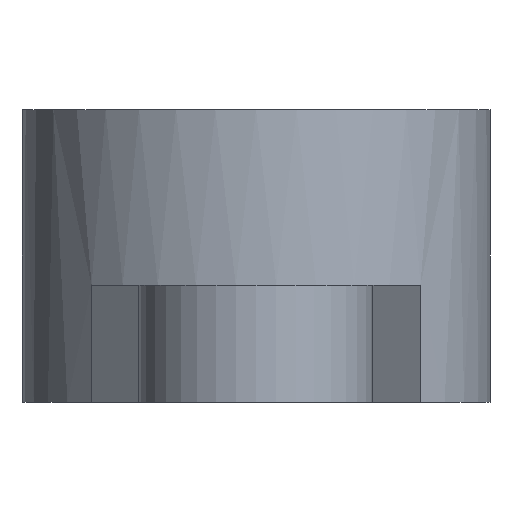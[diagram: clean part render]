
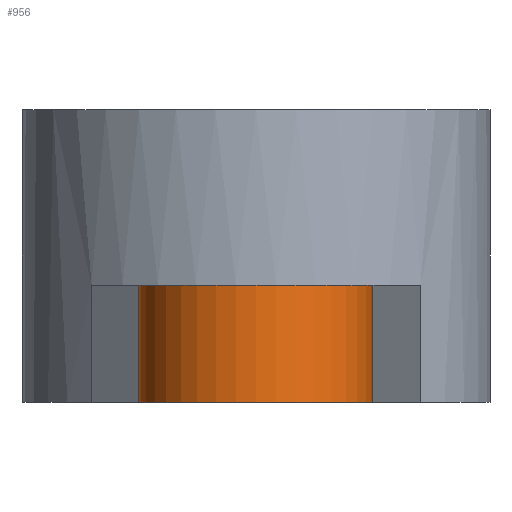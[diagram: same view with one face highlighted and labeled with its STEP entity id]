
A CAD part, left-side view. The second image highlights one B-rep face of the part: STEP entity #956.
In plain terms, the highlighted cylindrical face has radius 2 mm (diameter 4 mm), a partial arc.
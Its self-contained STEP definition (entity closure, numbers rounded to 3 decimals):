
#492 = PLANE('',#493);
#493 = AXIS2_PLACEMENT_3D('',#494,#495,#496);
#494 = CARTESIAN_POINT('',(-15.,2.,0.));
#495 = DIRECTION('',(-0.067,0.998,0.));
#496 = DIRECTION('',(0.998,0.067,0.));
#520 = PLANE('',#521);
#521 = AXIS2_PLACEMENT_3D('',#522,#523,#524);
#522 = CARTESIAN_POINT('',(15.,-2.,2.));
#523 = DIRECTION('',(0.,0.,1.));
#524 = DIRECTION('',(1.,0.,0.));
#547 = PLANE('',#548);
#548 = AXIS2_PLACEMENT_3D('',#549,#550,#551);
#549 = CARTESIAN_POINT('',(0.,-3.,0.));
#550 = DIRECTION('',(-0.067,-0.998,0.));
#551 = DIRECTION('',(-0.998,0.067,0.));
#674 = PLANE('',#675);
#675 = AXIS2_PLACEMENT_3D('',#676,#677,#678);
#676 = CARTESIAN_POINT('',(15.,-2.,0.));
#677 = DIRECTION('',(0.,0.,1.));
#678 = DIRECTION('',(1.,0.,0.));
#717 = VERTEX_POINT('',#718);
#718 = CARTESIAN_POINT('',(-15.,-2.,0.));
#741 = VERTEX_POINT('',#742);
#742 = CARTESIAN_POINT('',(-15.,-2.,2.));
#763 = EDGE_CURVE('',#717,#741,#764,.T.);
#764 = SURFACE_CURVE('',#765,(#769,#776),.PCURVE_S1.);
#765 = LINE('',#766,#767);
#766 = CARTESIAN_POINT('',(-15.,-2.,0.));
#767 = VECTOR('',#768,1.);
#768 = DIRECTION('',(0.,0.,1.));
#769 = PCURVE('',#547,#770);
#770 = DEFINITIONAL_REPRESENTATION('',(#771),#775);
#771 = LINE('',#772,#773);
#772 = CARTESIAN_POINT('',(15.033,0.));
#773 = VECTOR('',#774,1.);
#774 = DIRECTION('',(0.,-1.));
#775 = ( GEOMETRIC_REPRESENTATION_CONTEXT(2) 
PARAMETRIC_REPRESENTATION_CONTEXT() REPRESENTATION_CONTEXT('2D SPACE',''
  ) );
#776 = PCURVE('',#777,#782);
#777 = CYLINDRICAL_SURFACE('',#778,2.);
#778 = AXIS2_PLACEMENT_3D('',#779,#780,#781);
#779 = CARTESIAN_POINT('',(-15.,0.,0.));
#780 = DIRECTION('',(-0.,-0.,-1.));
#781 = DIRECTION('',(1.,0.,0.));
#782 = DEFINITIONAL_REPRESENTATION('',(#783),#787);
#783 = LINE('',#784,#785);
#784 = CARTESIAN_POINT('',(-4.712,0.));
#785 = VECTOR('',#786,1.);
#786 = DIRECTION('',(-0.,-1.));
#787 = ( GEOMETRIC_REPRESENTATION_CONTEXT(2) 
PARAMETRIC_REPRESENTATION_CONTEXT() REPRESENTATION_CONTEXT('2D SPACE',''
  ) );
#795 = VERTEX_POINT('',#796);
#796 = CARTESIAN_POINT('',(-15.,2.,2.));
#817 = EDGE_CURVE('',#795,#741,#818,.T.);
#818 = SURFACE_CURVE('',#819,(#824,#831),.PCURVE_S1.);
#819 = CIRCLE('',#820,2.);
#820 = AXIS2_PLACEMENT_3D('',#821,#822,#823);
#821 = CARTESIAN_POINT('',(-15.,0.,2.));
#822 = DIRECTION('',(0.,0.,1.));
#823 = DIRECTION('',(1.,0.,0.));
#824 = PCURVE('',#520,#825);
#825 = DEFINITIONAL_REPRESENTATION('',(#826),#830);
#826 = CIRCLE('',#827,2.);
#827 = AXIS2_PLACEMENT_2D('',#828,#829);
#828 = CARTESIAN_POINT('',(-30.,2.));
#829 = DIRECTION('',(1.,0.));
#830 = ( GEOMETRIC_REPRESENTATION_CONTEXT(2) 
PARAMETRIC_REPRESENTATION_CONTEXT() REPRESENTATION_CONTEXT('2D SPACE',''
  ) );
#831 = PCURVE('',#777,#832);
#832 = DEFINITIONAL_REPRESENTATION('',(#833),#837);
#833 = LINE('',#834,#835);
#834 = CARTESIAN_POINT('',(-0.,-2.));
#835 = VECTOR('',#836,1.);
#836 = DIRECTION('',(-1.,0.));
#837 = ( GEOMETRIC_REPRESENTATION_CONTEXT(2) 
PARAMETRIC_REPRESENTATION_CONTEXT() REPRESENTATION_CONTEXT('2D SPACE',''
  ) );
#843 = VERTEX_POINT('',#844);
#844 = CARTESIAN_POINT('',(-15.,2.,0.));
#865 = EDGE_CURVE('',#843,#795,#866,.T.);
#866 = SURFACE_CURVE('',#867,(#871,#878),.PCURVE_S1.);
#867 = LINE('',#868,#869);
#868 = CARTESIAN_POINT('',(-15.,2.,0.));
#869 = VECTOR('',#870,1.);
#870 = DIRECTION('',(0.,0.,1.));
#871 = PCURVE('',#492,#872);
#872 = DEFINITIONAL_REPRESENTATION('',(#873),#877);
#873 = LINE('',#874,#875);
#874 = CARTESIAN_POINT('',(0.,0.));
#875 = VECTOR('',#876,1.);
#876 = DIRECTION('',(0.,-1.));
#877 = ( GEOMETRIC_REPRESENTATION_CONTEXT(2) 
PARAMETRIC_REPRESENTATION_CONTEXT() REPRESENTATION_CONTEXT('2D SPACE',''
  ) );
#878 = PCURVE('',#777,#879);
#879 = DEFINITIONAL_REPRESENTATION('',(#880),#884);
#880 = LINE('',#881,#882);
#881 = CARTESIAN_POINT('',(-1.571,0.));
#882 = VECTOR('',#883,1.);
#883 = DIRECTION('',(-0.,-1.));
#884 = ( GEOMETRIC_REPRESENTATION_CONTEXT(2) 
PARAMETRIC_REPRESENTATION_CONTEXT() REPRESENTATION_CONTEXT('2D SPACE',''
  ) );
#935 = EDGE_CURVE('',#843,#717,#936,.T.);
#936 = SURFACE_CURVE('',#937,(#942,#949),.PCURVE_S1.);
#937 = CIRCLE('',#938,2.);
#938 = AXIS2_PLACEMENT_3D('',#939,#940,#941);
#939 = CARTESIAN_POINT('',(-15.,0.,0.));
#940 = DIRECTION('',(0.,0.,1.));
#941 = DIRECTION('',(1.,0.,0.));
#942 = PCURVE('',#674,#943);
#943 = DEFINITIONAL_REPRESENTATION('',(#944),#948);
#944 = CIRCLE('',#945,2.);
#945 = AXIS2_PLACEMENT_2D('',#946,#947);
#946 = CARTESIAN_POINT('',(-30.,2.));
#947 = DIRECTION('',(1.,0.));
#948 = ( GEOMETRIC_REPRESENTATION_CONTEXT(2) 
PARAMETRIC_REPRESENTATION_CONTEXT() REPRESENTATION_CONTEXT('2D SPACE',''
  ) );
#949 = PCURVE('',#777,#950);
#950 = DEFINITIONAL_REPRESENTATION('',(#951),#955);
#951 = LINE('',#952,#953);
#952 = CARTESIAN_POINT('',(-0.,0.));
#953 = VECTOR('',#954,1.);
#954 = DIRECTION('',(-1.,0.));
#955 = ( GEOMETRIC_REPRESENTATION_CONTEXT(2) 
PARAMETRIC_REPRESENTATION_CONTEXT() REPRESENTATION_CONTEXT('2D SPACE',''
  ) );
#956 = ADVANCED_FACE('',(#957),#777,.T.);
#957 = FACE_BOUND('',#958,.F.);
#958 = EDGE_LOOP('',(#959,#960,#961,#962));
#959 = ORIENTED_EDGE('',*,*,#865,.T.);
#960 = ORIENTED_EDGE('',*,*,#817,.T.);
#961 = ORIENTED_EDGE('',*,*,#763,.F.);
#962 = ORIENTED_EDGE('',*,*,#935,.F.);
